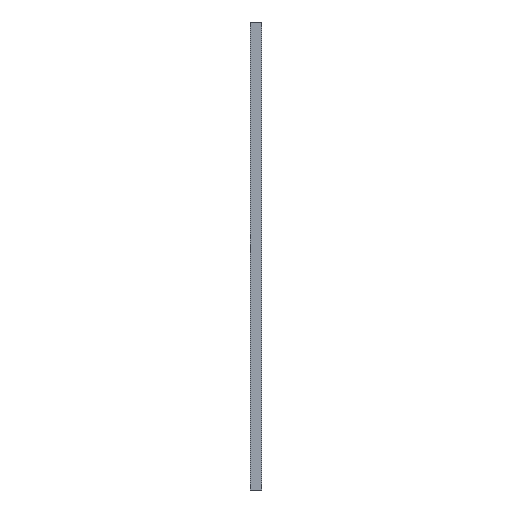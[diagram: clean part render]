
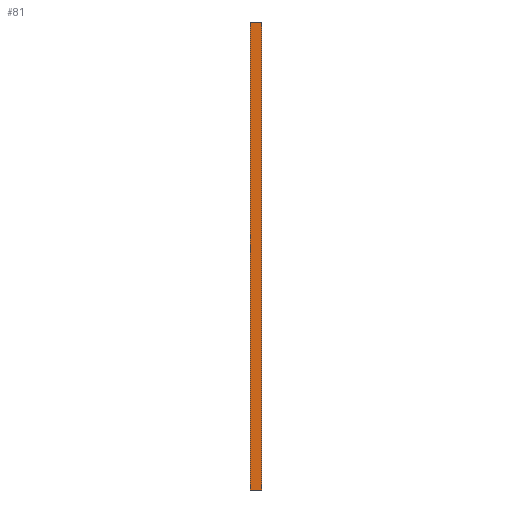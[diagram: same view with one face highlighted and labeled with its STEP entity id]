
A CAD part, left-side view. The second image highlights one B-rep face of the part: STEP entity #81.
In plain terms, the highlighted planar face has unit normal (-1, 0, 0).
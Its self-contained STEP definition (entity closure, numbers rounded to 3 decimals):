
#34 = EDGE_CURVE ( 'NONE', #115, #116, #365, .T. ) ;
#81 = ADVANCED_FACE ( 'NONE', ( #468 ), #240, .F. ) ;
#115 = VERTEX_POINT ( 'NONE', #565 ) ;
#116 = VERTEX_POINT ( 'NONE', #566 ) ;
#120 = VERTEX_POINT ( 'NONE', #570 ) ;
#136 = VERTEX_POINT ( 'NONE', #586 ) ;
#207 = CARTESIAN_POINT ( 'NONE',  ( 0., 10., 0. ) ) ;
#211 = DIRECTION ( 'NONE',  ( 0., 0., 1. ) ) ;
#236 = CARTESIAN_POINT ( 'NONE',  ( 0., 10., 0. ) ) ;
#240 = PLANE ( 'NONE',  #392 ) ;
#243 = DIRECTION ( 'NONE',  ( 1., 0., 0. ) ) ;
#244 = DIRECTION ( 'NONE',  ( 0., 0., -1. ) ) ;
#254 = ORIENTED_EDGE ( 'NONE', *, *, #768, .T. ) ;
#365 = LINE ( 'NONE', #207, #368 ) ;
#368 = VECTOR ( 'NONE', #211, 1000. ) ;
#392 = AXIS2_PLACEMENT_3D ( 'NONE', #236, #243, #244 ) ;
#468 = FACE_OUTER_BOUND ( 'NONE', #789, .T. ) ;
#565 = CARTESIAN_POINT ( 'NONE',  ( 0., 10., -400. ) ) ;
#566 = CARTESIAN_POINT ( 'NONE',  ( 0., 10., 0. ) ) ;
#570 = CARTESIAN_POINT ( 'NONE',  ( 0., 0., 0. ) ) ;
#586 = CARTESIAN_POINT ( 'NONE',  ( 0., 0., -400. ) ) ;
#605 = CARTESIAN_POINT ( 'NONE',  ( 0., 0., 0. ) ) ;
#606 = DIRECTION ( 'NONE',  ( 0., 0., 1. ) ) ;
#611 = CARTESIAN_POINT ( 'NONE',  ( 0., 10., -400. ) ) ;
#612 = DIRECTION ( 'NONE',  ( 0., -1., 0. ) ) ;
#613 = CARTESIAN_POINT ( 'NONE',  ( 0., 10., 0. ) ) ;
#614 = DIRECTION ( 'NONE',  ( 0., -1., 0. ) ) ;
#669 = VECTOR ( 'NONE', #606, 1000. ) ;
#670 = LINE ( 'NONE', #605, #669 ) ;
#684 = LINE ( 'NONE', #611, #685 ) ;
#685 = VECTOR ( 'NONE', #612, 1000. ) ;
#686 = LINE ( 'NONE', #613, #687 ) ;
#687 = VECTOR ( 'NONE', #614, 1000. ) ;
#765 = EDGE_CURVE ( 'NONE', #136, #120, #670, .T. ) ;
#768 = EDGE_CURVE ( 'NONE', #115, #136, #684, .T. ) ;
#769 = EDGE_CURVE ( 'NONE', #116, #120, #686, .T. ) ;
#789 = EDGE_LOOP ( 'NONE', ( #827, #828, #829, #254 ) ) ;
#827 = ORIENTED_EDGE ( 'NONE', *, *, #765, .T. ) ;
#828 = ORIENTED_EDGE ( 'NONE', *, *, #769, .F. ) ;
#829 = ORIENTED_EDGE ( 'NONE', *, *, #34, .F. ) ;
